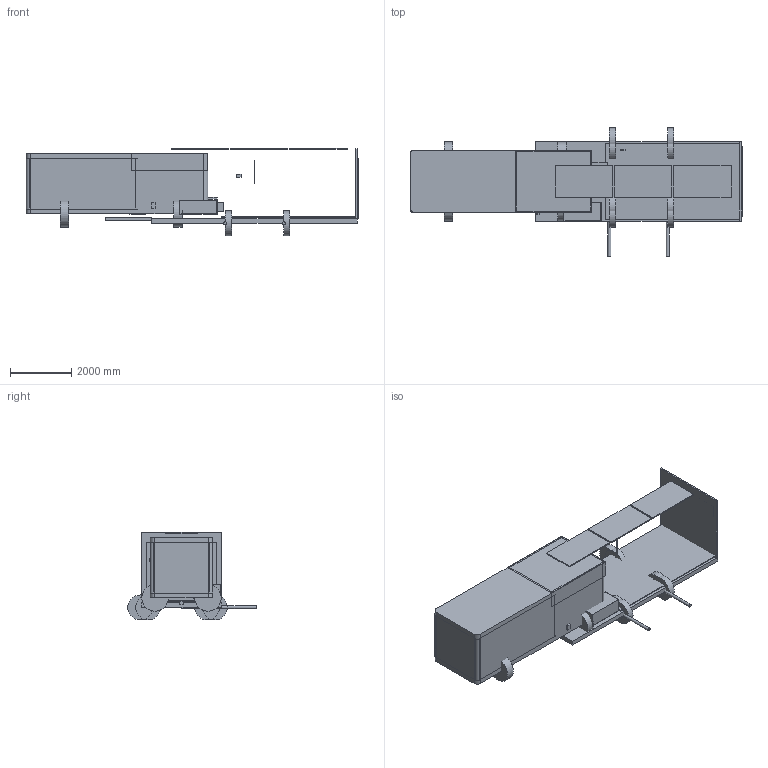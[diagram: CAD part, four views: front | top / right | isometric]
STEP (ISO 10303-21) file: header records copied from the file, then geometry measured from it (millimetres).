
FILE_DESCRIPTION(('Open CASCADE Model'),'2;1');
FILE_NAME('Open CASCADE Shape Model','2025-11-06T01:09:05',('Author'),( 'Open CASCADE'),'Open CASCADE STEP processor 7.8','Open CASCADE 7.8' ,'Unknown');
FILE_SCHEMA(('AUTOMOTIVE_DESIGN { 1 0 10303 214 1 1 1 1 }'));
Length unit declared in the file: millimetre
Products named in the file (26): a25b6721-ba99-11f0-a426-9c6b005f4edd; truck; truck_body; cab; bed; hitch_receiver; wheel_fl; trailer; trailer_body; frame; axle_front; wheel_-952.5_-1_0; tongue; coupler; forward_compartment; garage_floor; ramp_door; electrical; battery1; multiplus; mppt; lynx; cerbo; panel1; cable_batt_lynx; cable_mppt_lynx
Assembly tree (39 placements, depth 3):
  a25b6721-ba99-11f0-a426-9c6b005f4edd
    truck
      truck_body
      cab
      bed
      hitch_receiver
      wheel_fl  x4
    trailer
      trailer_body
      frame
      axle_front  x2
      wheel_-952.5_-1_0  x8
      tongue
      coupler
      forward_compartment
      garage_floor
      ramp_door
    electrical
      battery1  x2
      multiplus
      mppt
      lynx
      cerbo
      panel1  x3
      cable_batt_lynx
      cable_mppt_lynx
Bounding box: 10835.64 x 4191 x 2862.58 mm (x, y, z)
Volume: 41981069423.2 mm3; surface area: 232418340 mm2
Topology: 36 solids, 36 shells, 198 faces, 372 edges, 248 vertices
Faces by surface type: plane 166, cylinder 32
Full cylindrical faces by diameter (mm): 12.7 x1, 19.05 x1, 101.6 x2, 812.8 x8, 863.6 x4
Entity records: 8203 total; most frequent: CARTESIAN_POINT 1354, DIRECTION 1229, LINE 773, VECTOR 773, ORIENTED_EDGE 582, PCURVE 582, DEFINITIONAL_REPRESENTATION 582, EDGE_CURVE 291
